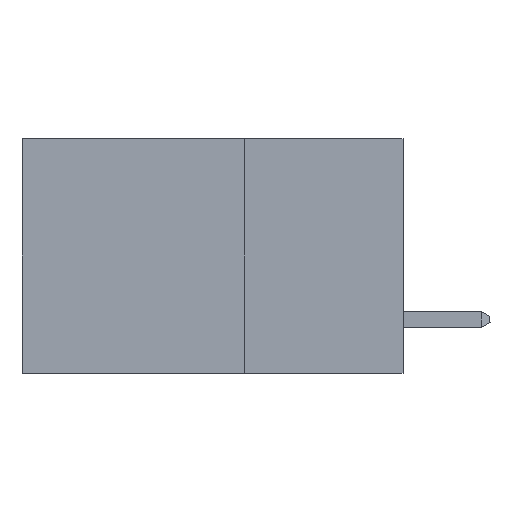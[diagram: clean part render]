
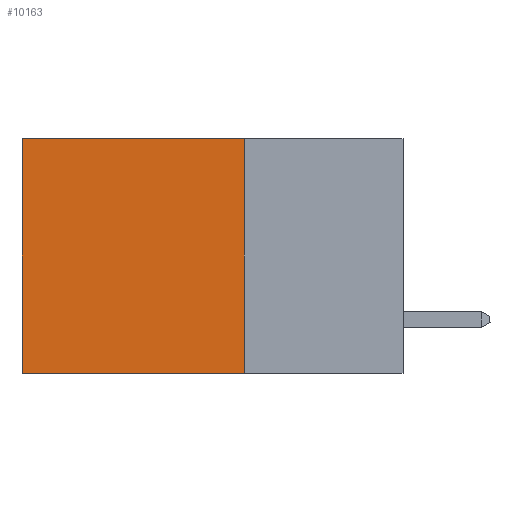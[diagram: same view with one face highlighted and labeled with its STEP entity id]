
A CAD part, left-side view. The second image highlights one B-rep face of the part: STEP entity #10163.
In plain terms, the highlighted planar face has unit normal (-1, 0, 0).
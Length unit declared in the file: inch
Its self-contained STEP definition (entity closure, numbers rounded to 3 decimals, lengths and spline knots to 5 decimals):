
#932 = EDGE_CURVE ( 'NONE', #11792, #6016, #17366, .T. ) ;
#1095 = ORIENTED_EDGE ( 'NONE', *, *, #5705, .T. ) ;
#1128 = ORIENTED_EDGE ( 'NONE', *, *, #932, .T. ) ;
#1179 = VECTOR ( 'NONE', #5219, 39.37008 ) ;
#3594 = LINE ( 'NONE', #8684, #7103 ) ;
#4769 = CARTESIAN_POINT ( 'NONE',  ( 0.2875, 0.6, 0. ) ) ;
#5219 = DIRECTION ( 'NONE',  ( 0., 1., 0. ) ) ;
#5705 = EDGE_CURVE ( 'NONE', #18010, #11792, #17447, .T. ) ;
#6016 = VERTEX_POINT ( 'NONE', #12541 ) ;
#7103 = VECTOR ( 'NONE', #7865, 39.37008 ) ;
#7496 = DIRECTION ( 'NONE',  ( 0., 0., -1. ) ) ;
#7865 = DIRECTION ( 'NONE',  ( 0., 0., -1. ) ) ;
#8529 = DIRECTION ( 'NONE',  ( 1., 0., 0. ) ) ;
#8684 = CARTESIAN_POINT ( 'NONE',  ( 0.2875, 0.25, 0. ) ) ;
#9298 = EDGE_CURVE ( 'NONE', #18010, #12972, #3594, .T. ) ;
#9314 = VECTOR ( 'NONE', #18912, 39.37008 ) ;
#10163 = ADVANCED_FACE ( 'NONE', ( #10583 ), #11677, .F. ) ;
#10583 = FACE_OUTER_BOUND ( 'NONE', #11760, .T. ) ;
#10702 = LINE ( 'NONE', #17413, #9314 ) ;
#11606 = DIRECTION ( 'NONE',  ( 0., 0., -1. ) ) ;
#11677 = PLANE ( 'NONE',  #13009 ) ;
#11760 = EDGE_LOOP ( 'NONE', ( #1128, #12597, #14545, #1095 ) ) ;
#11792 = VERTEX_POINT ( 'NONE', #18355 ) ;
#12541 = CARTESIAN_POINT ( 'NONE',  ( 0.2875, 0.6, -0.37 ) ) ;
#12597 = ORIENTED_EDGE ( 'NONE', *, *, #13481, .F. ) ;
#12972 = VERTEX_POINT ( 'NONE', #14008 ) ;
#13009 = AXIS2_PLACEMENT_3D ( 'NONE', #13091, #8529, #11606 ) ;
#13091 = CARTESIAN_POINT ( 'NONE',  ( 0.2875, 0.25, 0. ) ) ;
#13481 = EDGE_CURVE ( 'NONE', #12972, #6016, #10702, .T. ) ;
#14008 = CARTESIAN_POINT ( 'NONE',  ( 0.2875, 0.25, -0.37 ) ) ;
#14355 = CARTESIAN_POINT ( 'NONE',  ( 0.2875, 0.25, 0. ) ) ;
#14545 = ORIENTED_EDGE ( 'NONE', *, *, #9298, .F. ) ;
#15395 = CARTESIAN_POINT ( 'NONE',  ( 0.2875, 0.25, 0. ) ) ;
#16887 = VECTOR ( 'NONE', #7496, 39.37008 ) ;
#17366 = LINE ( 'NONE', #4769, #16887 ) ;
#17413 = CARTESIAN_POINT ( 'NONE',  ( 0.2875, 0.25, -0.37 ) ) ;
#17447 = LINE ( 'NONE', #14355, #1179 ) ;
#18010 = VERTEX_POINT ( 'NONE', #15395 ) ;
#18355 = CARTESIAN_POINT ( 'NONE',  ( 0.2875, 0.6, 0. ) ) ;
#18912 = DIRECTION ( 'NONE',  ( 0., 1., 0. ) ) ;
